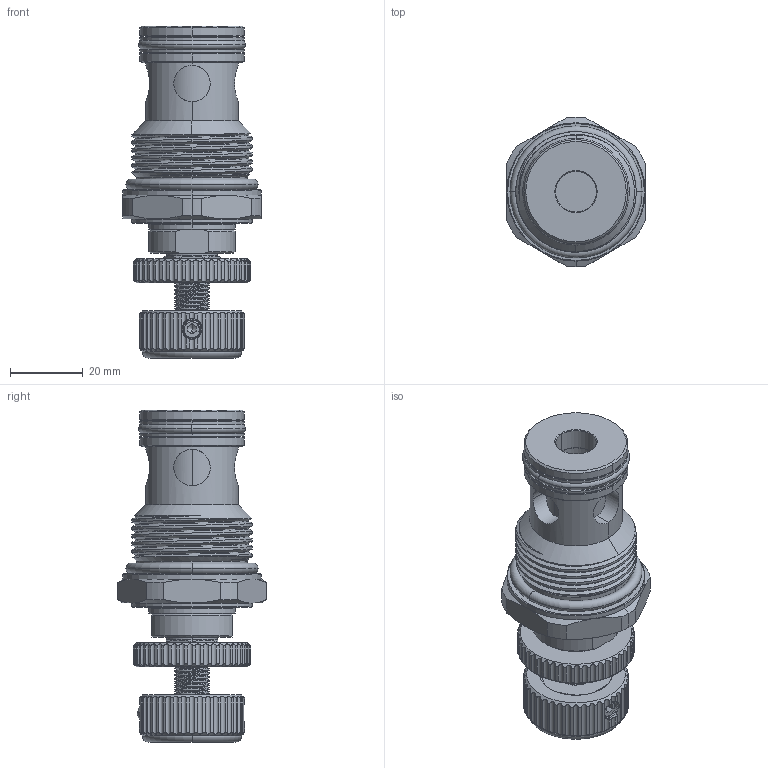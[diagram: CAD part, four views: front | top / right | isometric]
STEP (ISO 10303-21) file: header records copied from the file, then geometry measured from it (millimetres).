
FILE_DESCRIPTION (( 'STEP AP203' ), '1' );
FILE_NAME ('NV16W20-K.STEP', '2020-03-19T06:07:05', ( '' ), ( '' ), 'SwSTEP 2.0', 'SolidWorks 2018', '' );
FILE_SCHEMA (( 'CONFIG_CONTROL_DESIGN' ));
Products named in the file (1): NV16W20-K
Bounding box: 38 x 41.1 x 91.22 mm (x, y, z)
Volume: 54713 mm3; surface area: 21006.7 mm2
Topology: 9 solids, 9 shells, 842 faces, 2343 edges, 1497 vertices
Faces by surface type: cylinder 410, plane 203, cone 86, torus 84, bspline 57, sphere 2
Entity records: 57919 total; most frequent: CARTESIAN_POINT 37989, ORIENTED_EDGE 4632, DIRECTION 3636, EDGE_CURVE 2316, VERTEX_POINT 1494, AXIS2_PLACEMENT_3D 1411, EDGE_LOOP 884, FACE_OUTER_BOUND 842
